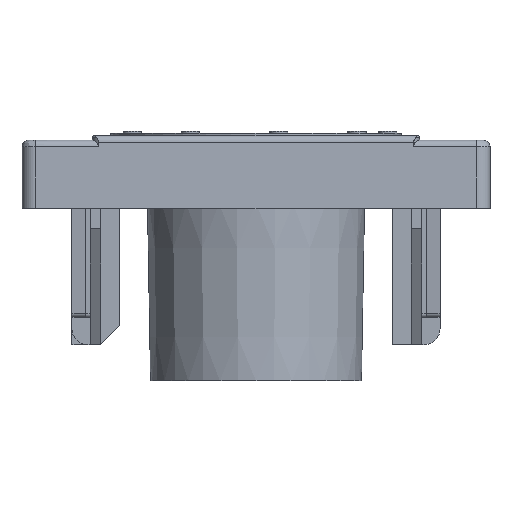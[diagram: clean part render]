
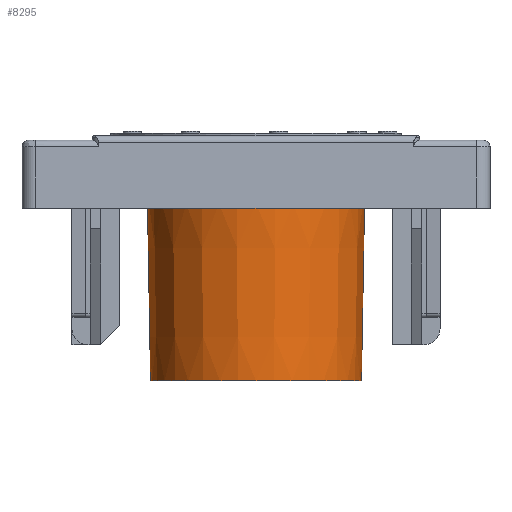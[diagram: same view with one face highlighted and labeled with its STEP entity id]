
A CAD part, front view. The second image highlights one B-rep face of the part: STEP entity #8295.
In plain terms, the highlighted conical face has half-angle 1 degrees and reference radius 23.892 mm.
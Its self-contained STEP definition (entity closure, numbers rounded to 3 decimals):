
#33=CONICAL_SURFACE('',#8885,23.892,0.017);
#278=CIRCLE('',#8842,23.211);
#299=CIRCLE('',#8886,23.892);
#300=CIRCLE('',#8887,23.892);
#681=FACE_OUTER_BOUND('',#1146,.T.);
#1146=EDGE_LOOP('',(#6310,#6311,#6312,#6313,#6314));
#1745=LINE('',#13125,#2676);
#2676=VECTOR('',#10174,23.892);
#3647=VERTEX_POINT('',#13066);
#3653=VERTEX_POINT('',#13124);
#3654=VERTEX_POINT('',#13126);
#4598=EDGE_CURVE('',#3647,#3647,#278,.T.);
#4625=EDGE_CURVE('',#3647,#3653,#1745,.T.);
#4626=EDGE_CURVE('',#3654,#3653,#299,.T.);
#4627=EDGE_CURVE('',#3653,#3654,#300,.T.);
#6310=ORIENTED_EDGE('',*,*,#4598,.T.);
#6311=ORIENTED_EDGE('',*,*,#4625,.T.);
#6312=ORIENTED_EDGE('',*,*,#4626,.F.);
#6313=ORIENTED_EDGE('',*,*,#4627,.F.);
#6314=ORIENTED_EDGE('',*,*,#4625,.F.);
#8295=ADVANCED_FACE('',(#681),#33,.T.);
#8842=AXIS2_PLACEMENT_3D('',#13067,#10081,#10082);
#8885=AXIS2_PLACEMENT_3D('',#13123,#10172,#10173);
#8886=AXIS2_PLACEMENT_3D('',#13127,#10175,#10176);
#8887=AXIS2_PLACEMENT_3D('',#13128,#10177,#10178);
#10081=DIRECTION('center_axis',(0.,0.,1.));
#10082=DIRECTION('ref_axis',(1.,0.,0.));
#10172=DIRECTION('center_axis',(0.,0.,1.));
#10173=DIRECTION('ref_axis',(1.,0.,0.));
#10174=DIRECTION('',(-0.017,0.,1.));
#10175=DIRECTION('center_axis',(0.,0.,1.));
#10176=DIRECTION('ref_axis',(-1.,0.,0.));
#10177=DIRECTION('center_axis',(0.,0.,1.));
#10178=DIRECTION('ref_axis',(-1.,0.,0.));
#13066=CARTESIAN_POINT('',(-23.211,0.,-50.5));
#13067=CARTESIAN_POINT('Origin',(0.,0.,-50.5));
#13123=CARTESIAN_POINT('Origin',(0.,0.,-11.5));
#13124=CARTESIAN_POINT('',(-23.892,0.,-11.5));
#13125=CARTESIAN_POINT('',(-23.892,0.,-11.5));
#13126=CARTESIAN_POINT('',(23.892,0.,-11.5));
#13127=CARTESIAN_POINT('Origin',(0.,0.,-11.5));
#13128=CARTESIAN_POINT('Origin',(0.,0.,-11.5));
